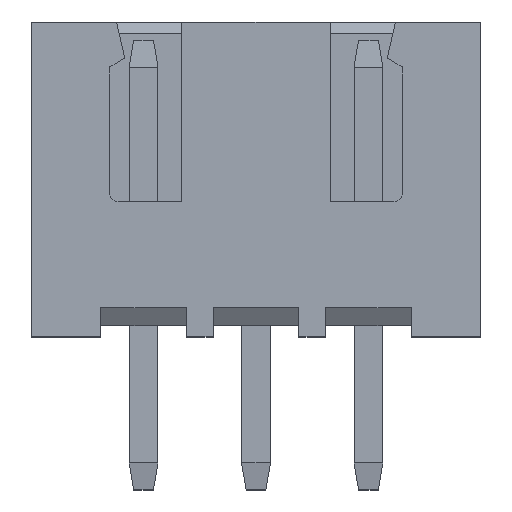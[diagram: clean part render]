
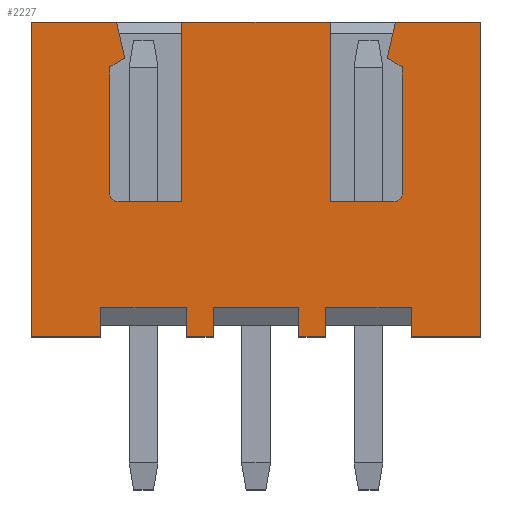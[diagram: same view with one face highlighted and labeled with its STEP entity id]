
A CAD part, top view. The second image highlights one B-rep face of the part: STEP entity #2227.
In plain terms, the highlighted planar face has unit normal (0, 0, 1).
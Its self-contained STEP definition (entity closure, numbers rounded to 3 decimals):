
#5=DIRECTION('',(1.,0.,0.));
#6=VECTOR('',#5,1.55);
#7=CARTESIAN_POINT('',(3.45,0.,2.85));
#8=LINE('',#7,#6);
#21=DIRECTION('',(1.,0.,0.));
#22=VECTOR('',#21,0.6);
#23=CARTESIAN_POINT('',(0.95,0.,2.85));
#24=LINE('',#23,#22);
#45=DIRECTION('',(1.,0.,0.));
#46=VECTOR('',#45,1.55);
#47=CARTESIAN_POINT('',(-5.,0.,2.85));
#48=LINE('',#47,#46);
#53=DIRECTION('',(1.,0.,0.));
#54=VECTOR('',#53,0.6);
#55=CARTESIAN_POINT('',(-1.55,0.,2.85));
#56=LINE('',#55,#54);
#73=DIRECTION('',(0.,-1.,0.));
#74=VECTOR('',#73,0.65);
#75=CARTESIAN_POINT('',(3.45,0.65,2.85));
#76=LINE('',#75,#74);
#109=DIRECTION('',(0.,-1.,0.));
#110=VECTOR('',#109,0.65);
#111=CARTESIAN_POINT('',(-1.55,0.65,2.85));
#112=LINE('',#111,#110);
#383=DIRECTION('',(1.,0.,0.));
#384=VECTOR('',#383,3.3);
#385=CARTESIAN_POINT('',(-1.65,7.,2.85));
#386=LINE('',#385,#384);
#395=DIRECTION('',(1.,0.,0.));
#396=VECTOR('',#395,1.9);
#397=CARTESIAN_POINT('',(-5.,7.,2.85));
#398=LINE('',#397,#396);
#411=DIRECTION('',(1.,0.,0.));
#412=VECTOR('',#411,1.9);
#413=CARTESIAN_POINT('',(3.1,7.,2.85));
#414=LINE('',#413,#412);
#516=CARTESIAN_POINT('',(-3.06,3.19,2.85));
#517=DIRECTION('',(0.,0.,-1.));
#518=DIRECTION('',(0.,-1.,0.));
#519=AXIS2_PLACEMENT_3D('',#516,#517,#518);
#526=DIRECTION('',(0.,-1.,0.));
#527=VECTOR('',#526,2.81);
#528=CARTESIAN_POINT('',(-3.25,6.,2.85));
#529=LINE('',#528,#527);
#530=DIRECTION('',(1.,0.,0.));
#531=VECTOR('',#530,1.41);
#532=CARTESIAN_POINT('',(-3.06,3.,2.85));
#533=LINE('',#532,#531);
#534=DIRECTION('',(0.,-1.,0.));
#535=VECTOR('',#534,4.);
#536=CARTESIAN_POINT('',(-1.65,7.,2.85));
#537=LINE('',#536,#535);
#538=DIRECTION('',(0.,-1.,0.));
#539=VECTOR('',#538,4.);
#540=CARTESIAN_POINT('',(1.65,7.,2.85));
#541=LINE('',#540,#539);
#542=DIRECTION('',(1.,0.,0.));
#543=VECTOR('',#542,1.41);
#544=CARTESIAN_POINT('',(1.65,3.,2.85));
#545=LINE('',#544,#543);
#546=DIRECTION('',(0.,-1.,0.));
#547=VECTOR('',#546,2.81);
#548=CARTESIAN_POINT('',(3.25,6.,2.85));
#549=LINE('',#548,#547);
#550=DIRECTION('',(-0.855,0.518,0.));
#551=VECTOR('',#550,0.386);
#552=CARTESIAN_POINT('',(3.25,6.,2.85));
#553=LINE('',#552,#551);
#554=DIRECTION('',(0.22,0.976,0.));
#555=VECTOR('',#554,0.82);
#556=CARTESIAN_POINT('',(2.92,6.2,2.85));
#557=LINE('',#556,#555);
#558=DIRECTION('',(1.,0.,0.));
#559=VECTOR('',#558,1.9);
#560=CARTESIAN_POINT('',(1.55,0.65,2.85));
#561=LINE('',#560,#559);
#562=DIRECTION('',(1.,0.,0.));
#563=VECTOR('',#562,1.9);
#564=CARTESIAN_POINT('',(-0.95,0.65,2.85));
#565=LINE('',#564,#563);
#566=DIRECTION('',(1.,0.,0.));
#567=VECTOR('',#566,1.9);
#568=CARTESIAN_POINT('',(-3.45,0.65,2.85));
#569=LINE('',#568,#567);
#570=DIRECTION('',(0.,1.,0.));
#571=VECTOR('',#570,7.);
#572=CARTESIAN_POINT('',(-5.,0.,2.85));
#573=LINE('',#572,#571);
#574=DIRECTION('',(0.22,-0.976,0.));
#575=VECTOR('',#574,0.82);
#576=CARTESIAN_POINT('',(-3.1,7.,2.85));
#577=LINE('',#576,#575);
#578=DIRECTION('',(-0.855,-0.518,0.));
#579=VECTOR('',#578,0.386);
#580=CARTESIAN_POINT('',(-2.92,6.2,2.85));
#581=LINE('',#580,#579);
#606=CARTESIAN_POINT('',(3.06,3.19,2.85));
#607=DIRECTION('',(0.,0.,-1.));
#608=DIRECTION('',(1.,0.,0.));
#609=AXIS2_PLACEMENT_3D('',#606,#607,#608);
#645=DIRECTION('',(0.,1.,0.));
#646=VECTOR('',#645,7.);
#647=CARTESIAN_POINT('',(5.,0.,2.85));
#648=LINE('',#647,#646);
#825=DIRECTION('',(0.,1.,0.));
#826=VECTOR('',#825,0.65);
#827=CARTESIAN_POINT('',(1.55,0.,2.85));
#828=LINE('',#827,#826);
#837=DIRECTION('',(0.,-1.,0.));
#838=VECTOR('',#837,0.65);
#839=CARTESIAN_POINT('',(0.95,0.65,2.85));
#840=LINE('',#839,#838);
#857=DIRECTION('',(0.,1.,0.));
#858=VECTOR('',#857,0.65);
#859=CARTESIAN_POINT('',(-0.95,0.,2.85));
#860=LINE('',#859,#858);
#1037=DIRECTION('',(0.,1.,0.));
#1038=VECTOR('',#1037,0.65);
#1039=CARTESIAN_POINT('',(-3.45,0.,2.85));
#1040=LINE('',#1039,#1038);
#1106=CARTESIAN_POINT('',(-5.,0.,2.85));
#1108=VERTEX_POINT('',#1106);
#1109=CARTESIAN_POINT('',(5.,0.,2.85));
#1111=VERTEX_POINT('',#1109);
#1117=CARTESIAN_POINT('',(-5.,7.,2.85));
#1118=VERTEX_POINT('',#1117);
#1119=CARTESIAN_POINT('',(5.,7.,2.85));
#1120=VERTEX_POINT('',#1119);
#1129=CARTESIAN_POINT('',(1.65,7.,2.85));
#1131=VERTEX_POINT('',#1129);
#1133=CARTESIAN_POINT('',(-1.65,7.,2.85));
#1135=VERTEX_POINT('',#1133);
#1137=CARTESIAN_POINT('',(1.65,3.,2.85));
#1138=VERTEX_POINT('',#1137);
#1139=CARTESIAN_POINT('',(-1.65,3.,2.85));
#1140=VERTEX_POINT('',#1139);
#1149=CARTESIAN_POINT('',(-3.1,7.,2.85));
#1150=VERTEX_POINT('',#1149);
#1151=CARTESIAN_POINT('',(3.1,7.,2.85));
#1152=VERTEX_POINT('',#1151);
#1169=CARTESIAN_POINT('',(1.55,0.,2.85));
#1171=VERTEX_POINT('',#1169);
#1173=CARTESIAN_POINT('',(3.45,0.,2.85));
#1175=VERTEX_POINT('',#1173);
#1225=CARTESIAN_POINT('',(1.55,0.65,2.85));
#1226=CARTESIAN_POINT('',(3.45,0.65,2.85));
#1227=VERTEX_POINT('',#1225);
#1228=VERTEX_POINT('',#1226);
#1269=CARTESIAN_POINT('',(3.25,6.,2.85));
#1270=CARTESIAN_POINT('',(2.92,6.2,2.85));
#1271=VERTEX_POINT('',#1269);
#1272=VERTEX_POINT('',#1270);
#1273=CARTESIAN_POINT('',(-2.92,6.2,2.85));
#1274=VERTEX_POINT('',#1273);
#1275=CARTESIAN_POINT('',(-3.25,6.,2.85));
#1276=VERTEX_POINT('',#1275);
#1326=CARTESIAN_POINT('',(-0.95,0.65,2.85));
#1328=VERTEX_POINT('',#1326);
#1329=CARTESIAN_POINT('',(0.95,0.65,2.85));
#1331=VERTEX_POINT('',#1329);
#1341=CARTESIAN_POINT('',(-0.95,0.,2.85));
#1343=VERTEX_POINT('',#1341);
#1345=CARTESIAN_POINT('',(0.95,0.,2.85));
#1347=VERTEX_POINT('',#1345);
#1398=CARTESIAN_POINT('',(-3.45,0.65,2.85));
#1400=VERTEX_POINT('',#1398);
#1401=CARTESIAN_POINT('',(-1.55,0.65,2.85));
#1403=VERTEX_POINT('',#1401);
#1413=CARTESIAN_POINT('',(-3.45,0.,2.85));
#1415=VERTEX_POINT('',#1413);
#1417=CARTESIAN_POINT('',(-1.55,0.,2.85));
#1419=VERTEX_POINT('',#1417);
#1437=CARTESIAN_POINT('',(3.25,3.19,2.85));
#1439=VERTEX_POINT('',#1437);
#1441=CARTESIAN_POINT('',(3.06,3.,2.85));
#1443=VERTEX_POINT('',#1441);
#1445=CARTESIAN_POINT('',(-3.06,3.,2.85));
#1447=VERTEX_POINT('',#1445);
#1449=CARTESIAN_POINT('',(-3.25,3.19,2.85));
#1451=VERTEX_POINT('',#1449);
#2173=CARTESIAN_POINT('',(-5.,0.,2.85));
#2174=DIRECTION('',(0.,0.,1.));
#2175=DIRECTION('',(1.,0.,0.));
#2176=AXIS2_PLACEMENT_3D('',#2173,#2174,#2175);
#2177=PLANE('',#2176);
#2179=ORIENTED_EDGE('',*,*,#2178,.T.);
#2180=ORIENTED_EDGE('',*,*,#2165,.F.);
#2181=ORIENTED_EDGE('',*,*,#2154,.T.);
#2183=ORIENTED_EDGE('',*,*,#2182,.F.);
#2184=ORIENTED_EDGE('',*,*,#2010,.T.);
#2185=ORIENTED_EDGE('',*,*,#1980,.T.);
#2187=ORIENTED_EDGE('',*,*,#2186,.T.);
#2189=ORIENTED_EDGE('',*,*,#2188,.F.);
#2191=ORIENTED_EDGE('',*,*,#2190,.F.);
#2193=ORIENTED_EDGE('',*,*,#2192,.T.);
#2195=ORIENTED_EDGE('',*,*,#2194,.T.);
#2196=ORIENTED_EDGE('',*,*,#2037,.T.);
#2198=ORIENTED_EDGE('',*,*,#2197,.F.);
#2199=ORIENTED_EDGE('',*,*,#1460,.F.);
#2200=ORIENTED_EDGE('',*,*,#1530,.F.);
#2202=ORIENTED_EDGE('',*,*,#2201,.F.);
#2204=ORIENTED_EDGE('',*,*,#2203,.F.);
#2205=ORIENTED_EDGE('',*,*,#1476,.F.);
#2207=ORIENTED_EDGE('',*,*,#2206,.F.);
#2209=ORIENTED_EDGE('',*,*,#2208,.F.);
#2211=ORIENTED_EDGE('',*,*,#2210,.F.);
#2212=ORIENTED_EDGE('',*,*,#1508,.F.);
#2213=ORIENTED_EDGE('',*,*,#1597,.F.);
#2215=ORIENTED_EDGE('',*,*,#2214,.F.);
#2217=ORIENTED_EDGE('',*,*,#2216,.F.);
#2218=ORIENTED_EDGE('',*,*,#1496,.F.);
#2219=ORIENTED_EDGE('',*,*,#1908,.T.);
#2220=ORIENTED_EDGE('',*,*,#2023,.T.);
#2222=ORIENTED_EDGE('',*,*,#2221,.T.);
#2224=ORIENTED_EDGE('',*,*,#2223,.T.);
#2225=EDGE_LOOP('',(#2179,#2180,#2181,#2183,#2184,#2185,#2187,#2189,#2191,#2193,
#2195,#2196,#2198,#2199,#2200,#2202,#2204,#2205,#2207,#2209,#2211,#2212,#2213,
#2215,#2217,#2218,#2219,#2220,#2222,#2224));
#2226=FACE_OUTER_BOUND('',#2225,.F.);
#520=CIRCLE('',#519,0.19);
#610=CIRCLE('',#609,0.19);
#1460=EDGE_CURVE('',#1175,#1111,#8,.T.);
#1476=EDGE_CURVE('',#1347,#1171,#24,.T.);
#1496=EDGE_CURVE('',#1108,#1415,#48,.T.);
#1508=EDGE_CURVE('',#1419,#1343,#56,.T.);
#1530=EDGE_CURVE('',#1228,#1175,#76,.T.);
#1597=EDGE_CURVE('',#1403,#1419,#112,.T.);
#1908=EDGE_CURVE('',#1108,#1118,#573,.T.);
#1980=EDGE_CURVE('',#1131,#1138,#541,.T.);
#2010=EDGE_CURVE('',#1135,#1131,#386,.T.);
#2023=EDGE_CURVE('',#1118,#1150,#398,.T.);
#2037=EDGE_CURVE('',#1152,#1120,#414,.T.);
#2154=EDGE_CURVE('',#1447,#1140,#533,.T.);
#2165=EDGE_CURVE('',#1447,#1451,#520,.T.);
#2178=EDGE_CURVE('',#1276,#1451,#529,.T.);
#2182=EDGE_CURVE('',#1135,#1140,#537,.T.);
#2186=EDGE_CURVE('',#1138,#1443,#545,.T.);
#2188=EDGE_CURVE('',#1439,#1443,#610,.T.);
#2190=EDGE_CURVE('',#1271,#1439,#549,.T.);
#2192=EDGE_CURVE('',#1271,#1272,#553,.T.);
#2194=EDGE_CURVE('',#1272,#1152,#557,.T.);
#2197=EDGE_CURVE('',#1111,#1120,#648,.T.);
#2201=EDGE_CURVE('',#1227,#1228,#561,.T.);
#2203=EDGE_CURVE('',#1171,#1227,#828,.T.);
#2206=EDGE_CURVE('',#1331,#1347,#840,.T.);
#2208=EDGE_CURVE('',#1328,#1331,#565,.T.);
#2210=EDGE_CURVE('',#1343,#1328,#860,.T.);
#2214=EDGE_CURVE('',#1400,#1403,#569,.T.);
#2216=EDGE_CURVE('',#1415,#1400,#1040,.T.);
#2221=EDGE_CURVE('',#1150,#1274,#577,.T.);
#2223=EDGE_CURVE('',#1274,#1276,#581,.T.);
#2227=ADVANCED_FACE('',(#2226),#2177,.T.);
